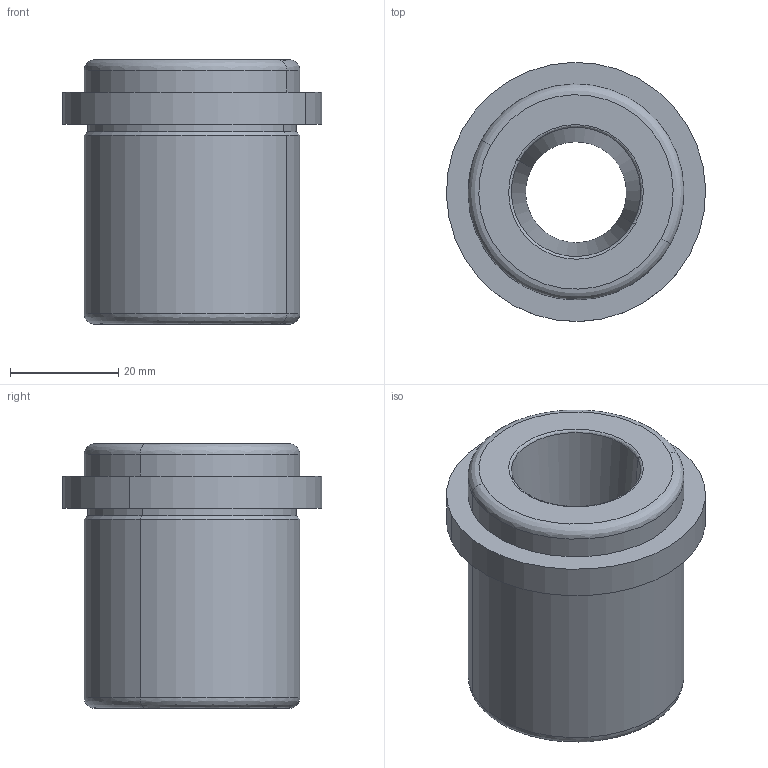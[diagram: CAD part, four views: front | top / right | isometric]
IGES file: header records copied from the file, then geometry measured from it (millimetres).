
Start section: START RECORD GO HERE.
Global section: file name: RDBA305.243712.igs; native system: IBM CATIA IGES - CATIA Version 5 Release 19 ; preprocessor: CATIA Version 5 Release 19 ; author: Astroboy; organization: Astroboy-PC; date: 20170315.231001; units: millimetre
Bounding box: 47.99 x 47.99 x 49 mm (x, y, z)
Surface area: 12495.4 mm2 (no closed solid volume)
Topology: 0 solids, 0 shells, 31 faces, 129 edges, 133 vertices
Faces by surface type: revolution 26, plane 5
